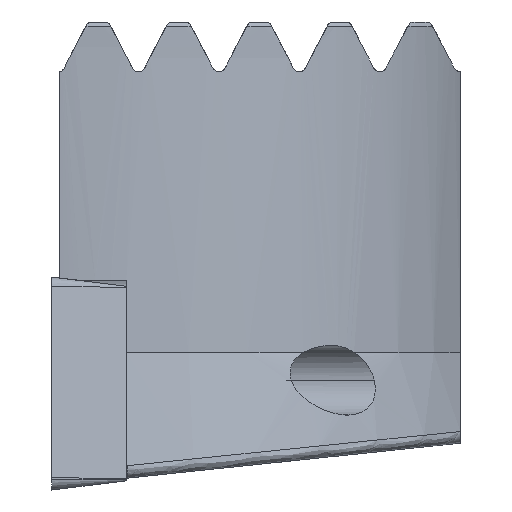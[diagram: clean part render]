
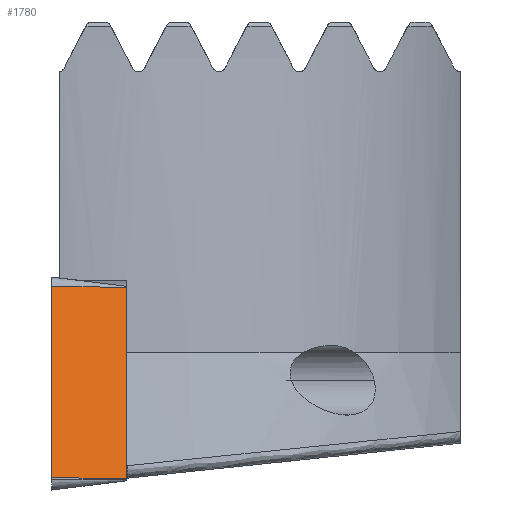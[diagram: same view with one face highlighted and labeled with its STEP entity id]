
A CAD part, left-side view. The second image highlights one B-rep face of the part: STEP entity #1780.
In plain terms, the highlighted planar face has unit normal (-0.978, -0.122, 0.172).
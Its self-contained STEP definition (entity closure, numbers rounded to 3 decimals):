
#1780=ADVANCED_FACE('NONE',(#4305),#4306,.T.);
#1782=EDGE_CURVE('NONE',#3640,#2558,#4308,.T.);
#2558=VERTEX_POINT('NONE',#5156);
#2626=EDGE_CURVE('NONE',#3378,#2558,#5230,.T.);
#2798=VERTEX_POINT('NONE',#5424);
#3078=EDGE_CURVE('NONE',#3640,#2798,#5728,.T.);
#3130=EDGE_CURVE('NONE',#2798,#3378,#5783,.T.);
#3378=VERTEX_POINT('NONE',#6057);
#3640=VERTEX_POINT('NONE',#6349);
#4305=FACE_OUTER_BOUND('',#7772,.T.);
#4306=PLANE('',#7773);
#4308=LINE('',#7776,#7777);
#5156=CARTESIAN_POINT('',(2.529,0.,15.214));
#5230=LINE('',#10084,#10085);
#5424=CARTESIAN_POINT('',(0.684,-5.56,0.82));
#5728=LINE('',#11506,#11507);
#5783=LINE('',#11587,#11588);
#6057=CARTESIAN_POINT('',(0.012,0.,0.939));
#6349=CARTESIAN_POINT('',(3.202,-5.56,15.095));
#7772=EDGE_LOOP('',(#14262,#14263,#14264,#14265));
#7773=AXIS2_PLACEMENT_3D('',#14266,#14267,#14268);
#7776=CARTESIAN_POINT('',(2.529,0.,15.214));
#7777=VECTOR('',#14269,1000.0);
#10084=CARTESIAN_POINT('',(0.012,0.,0.939));
#10085=VECTOR('',#15296,1000.0);
#11506=CARTESIAN_POINT('',(0.684,-5.56,0.82));
#11507=VECTOR('',#15840,1000.0);
#11587=CARTESIAN_POINT('',(0.012,0.,0.939));
#11588=VECTOR('',#15894,1000.0);
#14262=ORIENTED_EDGE('',*,*,#3078,.F.);
#14263=ORIENTED_EDGE('',*,*,#1782,.T.);
#14264=ORIENTED_EDGE('',*,*,#2626,.F.);
#14265=ORIENTED_EDGE('',*,*,#3130,.F.);
#14266=CARTESIAN_POINT('',(0.012,0.,0.939));
#14267=DIRECTION('',(-0.977,-0.122,0.172));
#14268=DIRECTION('',(-0.174,0.,-0.985));
#14269=DIRECTION('',(-0.12,0.993,0.021));
#15296=DIRECTION('',(0.174,0.,0.985));
#15840=DIRECTION('',(-0.174,0.,-0.985));
#15894=DIRECTION('',(-0.12,0.993,0.021));
